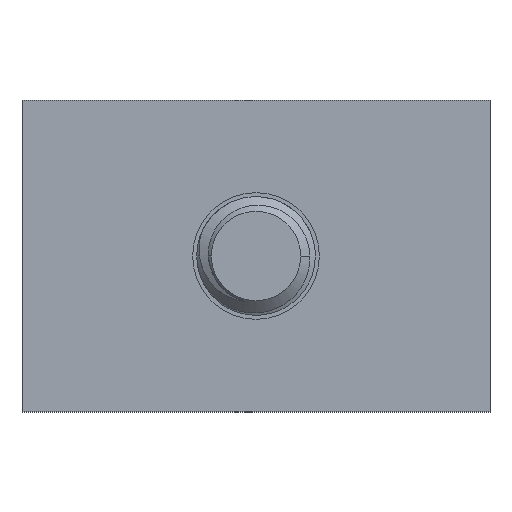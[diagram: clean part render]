
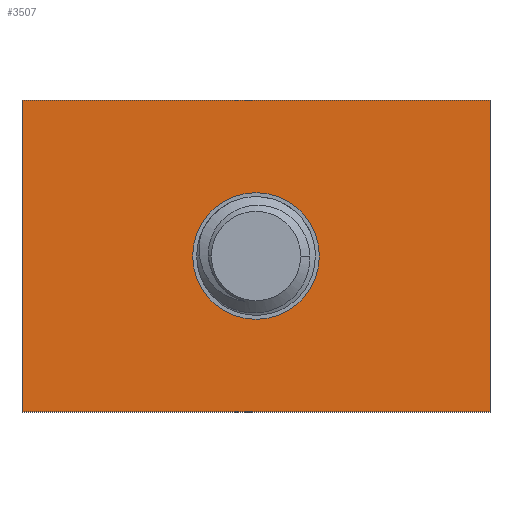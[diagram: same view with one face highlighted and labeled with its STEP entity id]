
A CAD part, front view. The second image highlights one B-rep face of the part: STEP entity #3507.
In plain terms, the highlighted planar face has unit normal (0, -1, 0).
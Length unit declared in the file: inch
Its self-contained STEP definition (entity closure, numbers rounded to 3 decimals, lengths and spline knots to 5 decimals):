
#20 = FACE_OUTER_BOUND ( 'NONE', #1505, .T. ) ;
#124 = EDGE_LOOP ( 'NONE', ( #5836, #1841 ) ) ;
#277 = VERTEX_POINT ( 'NONE', #3026 ) ;
#286 = VERTEX_POINT ( 'NONE', #6005 ) ;
#335 = ORIENTED_EDGE ( 'NONE', *, *, #5665, .T. ) ;
#417 = DIRECTION ( 'NONE',  ( 0., 1., 0. ) ) ;
#499 = DIRECTION ( 'NONE',  ( 0., 1., 0. ) ) ;
#583 = VERTEX_POINT ( 'NONE', #5257 ) ;
#613 = ORIENTED_EDGE ( 'NONE', *, *, #978, .F. ) ;
#778 = CIRCLE ( 'NONE', #2193, 0.1015 ) ;
#798 = EDGE_CURVE ( 'NONE', #286, #4725, #4423, .T. ) ;
#902 = DIRECTION ( 'NONE',  ( 1., 0., 0. ) ) ;
#978 = EDGE_CURVE ( 'NONE', #286, #5921, #3627, .T. ) ;
#986 = EDGE_CURVE ( 'NONE', #5921, #4696, #4052, .T. ) ;
#1035 = CIRCLE ( 'NONE', #5990, 0.1015 ) ;
#1126 = CARTESIAN_POINT ( 'NONE',  ( -0.375, 0., -0.25 ) ) ;
#1235 = VECTOR ( 'NONE', #1628, 39.37008 ) ;
#1306 = CARTESIAN_POINT ( 'NONE',  ( 0., 0., 0. ) ) ;
#1332 = ORIENTED_EDGE ( 'NONE', *, *, #986, .F. ) ;
#1505 = EDGE_LOOP ( 'NONE', ( #335, #1332, #613, #1559 ) ) ;
#1559 = ORIENTED_EDGE ( 'NONE', *, *, #798, .T. ) ;
#1628 = DIRECTION ( 'NONE',  ( 1., 0., 0. ) ) ;
#1841 = ORIENTED_EDGE ( 'NONE', *, *, #3766, .T. ) ;
#1894 = DIRECTION ( 'NONE',  ( 0., 0., 1. ) ) ;
#1953 = PLANE ( 'NONE',  #5015 ) ;
#2050 = CARTESIAN_POINT ( 'NONE',  ( 0.375, 0., 0.25 ) ) ;
#2193 = AXIS2_PLACEMENT_3D ( 'NONE', #1306, #4672, #5584 ) ;
#2704 = CARTESIAN_POINT ( 'NONE',  ( -0.375, 0., 0.25 ) ) ;
#2709 = CARTESIAN_POINT ( 'NONE',  ( -0.375, 0., 0.25 ) ) ;
#2865 = CARTESIAN_POINT ( 'NONE',  ( 0.375, 0., 0.25 ) ) ;
#2946 = EDGE_CURVE ( 'NONE', #583, #277, #778, .T. ) ;
#3026 = CARTESIAN_POINT ( 'NONE',  ( -0.1015, 0., 0. ) ) ;
#3507 = ADVANCED_FACE ( 'NONE', ( #5207, #20 ), #1953, .F. ) ;
#3627 = LINE ( 'NONE', #4614, #4717 ) ;
#3766 = EDGE_CURVE ( 'NONE', #277, #583, #1035, .T. ) ;
#4052 = LINE ( 'NONE', #2709, #6088 ) ;
#4423 = LINE ( 'NONE', #1126, #1235 ) ;
#4454 = CARTESIAN_POINT ( 'NONE',  ( 0.375, 0., -0.25 ) ) ;
#4614 = CARTESIAN_POINT ( 'NONE',  ( -0.375, 0., 0.25 ) ) ;
#4672 = DIRECTION ( 'NONE',  ( 0., 1., 0. ) ) ;
#4684 = CARTESIAN_POINT ( 'NONE',  ( 0., 0., 0. ) ) ;
#4696 = VERTEX_POINT ( 'NONE', #2050 ) ;
#4717 = VECTOR ( 'NONE', #5117, 39.37008 ) ;
#4725 = VERTEX_POINT ( 'NONE', #4454 ) ;
#5015 = AXIS2_PLACEMENT_3D ( 'NONE', #6095, #417, #1894 ) ;
#5117 = DIRECTION ( 'NONE',  ( 0., 0., 1. ) ) ;
#5207 = FACE_BOUND ( 'NONE', #124, .T. ) ;
#5257 = CARTESIAN_POINT ( 'NONE',  ( 0.1015, 0., 0. ) ) ;
#5264 = LINE ( 'NONE', #2865, #5678 ) ;
#5508 = DIRECTION ( 'NONE',  ( 1., 0., 0. ) ) ;
#5584 = DIRECTION ( 'NONE',  ( 1., 0., 0. ) ) ;
#5665 = EDGE_CURVE ( 'NONE', #4725, #4696, #5264, .T. ) ;
#5678 = VECTOR ( 'NONE', #5726, 39.37008 ) ;
#5726 = DIRECTION ( 'NONE',  ( 0., 0., 1. ) ) ;
#5836 = ORIENTED_EDGE ( 'NONE', *, *, #2946, .T. ) ;
#5921 = VERTEX_POINT ( 'NONE', #2704 ) ;
#5990 = AXIS2_PLACEMENT_3D ( 'NONE', #4684, #499, #902 ) ;
#6005 = CARTESIAN_POINT ( 'NONE',  ( -0.375, 0., -0.25 ) ) ;
#6088 = VECTOR ( 'NONE', #5508, 39.37008 ) ;
#6095 = CARTESIAN_POINT ( 'NONE',  ( -0.375, 0., 0.25 ) ) ;
